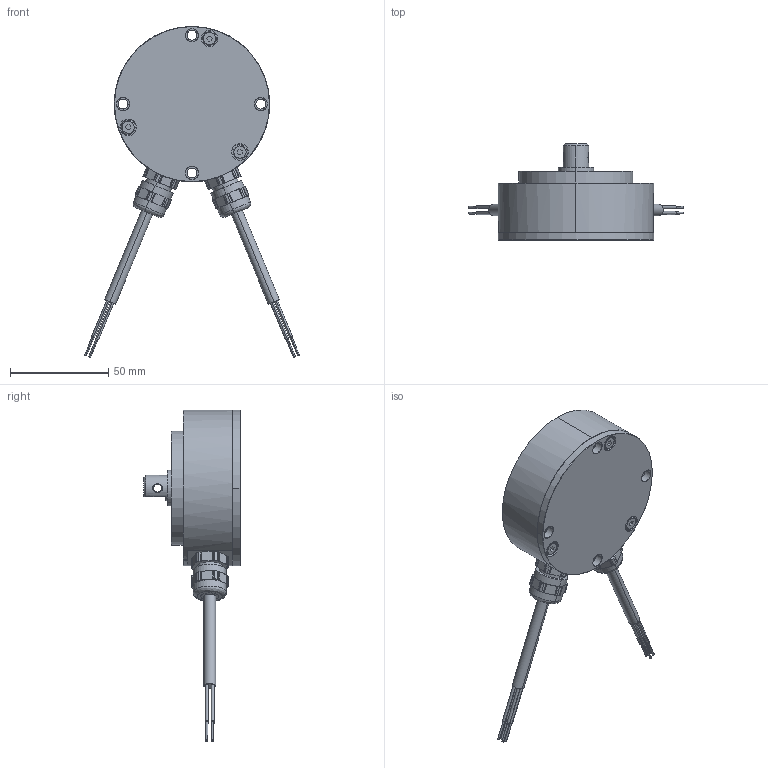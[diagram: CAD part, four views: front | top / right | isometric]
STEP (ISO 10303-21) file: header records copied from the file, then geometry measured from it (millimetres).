
FILE_DESCRIPTION (( 'STEP AP214' ), '1' );
FILE_NAME ('IPX-7911-_ _ _-_ _ _-302.STEP', '2017-09-13T13:10:45', ( 'dummy' ), ( 'Microsoft' ), 'SwSTEP 2.0', 'SolidWorks 2014', '' );
FILE_SCHEMA (( 'AUTOMOTIVE_DESIGN' ));
Length unit declared in the file: millimetre
Products named in the file (1): IPX-7911-_ _ _-_ _ _-302
Bounding box: 109.31 x 49.05 x 168.38 mm (x, y, z)
Surface area: 31824.3 mm2 (no closed solid volume)
Topology: 0 solids, 13 shells, 404 faces, 1066 edges, 697 vertices
Faces by surface type: cylinder 187, plane 138, cone 69, torus 6, bspline 4
Entity records: 17541 total; most frequent: CARTESIAN_POINT 3122, DIRECTION 2126, ORIENTED_EDGE 1950, EDGE_CURVE 1066, AXIS2_PLACEMENT_3D 837, VERTEX_POINT 697, EDGE_LOOP 471, LINE 452
